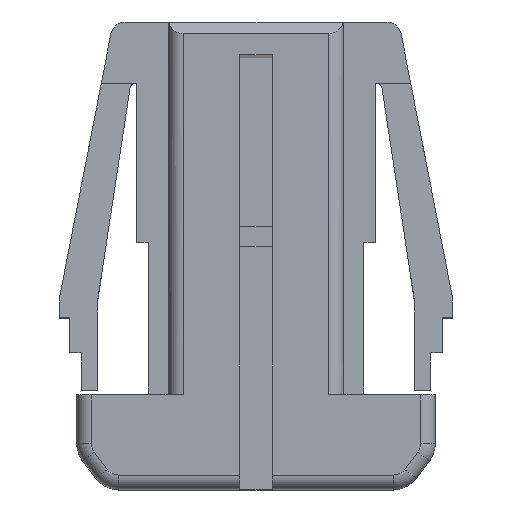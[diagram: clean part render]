
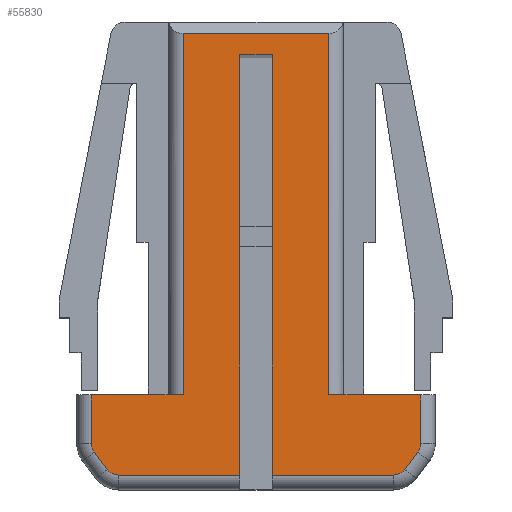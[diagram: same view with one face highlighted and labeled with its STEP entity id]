
A CAD part, top view. The second image highlights one B-rep face of the part: STEP entity #55830.
In plain terms, the highlighted planar face has unit normal (0, 0, 1).
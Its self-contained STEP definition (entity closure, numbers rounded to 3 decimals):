
#8940=CARTESIAN_POINT('',(-140.158,-48.849,
58.92));
#8950=VERTEX_POINT('',#8940);
#9520=CARTESIAN_POINT('',(-140.158,-34.424,
58.92));
#9530=VERTEX_POINT('',#9520);
#9560=CARTESIAN_POINT('',(-140.158,-40.131,
58.92));
#9570=DIRECTION('',(0.,-1.,0.));
#9580=VECTOR('',#9570,1.);
#9590=LINE('',#9560,#9580);
#9600=EDGE_CURVE('',#9530,#8950,#9590,.T.);
#13490=CARTESIAN_POINT('',(-143.208,-46.099,
58.92));
#13500=VERTEX_POINT('',#13490);
#13530=CARTESIAN_POINT('',(-139.058,-46.099,
58.92));
#13540=DIRECTION('',(-1.,0.,0.));
#13550=VECTOR('',#13540,1.);
#13560=LINE('',#13530,#13550);
#13570=CARTESIAN_POINT('',(-146.358,-46.099,
58.92));
#13580=VERTEX_POINT('',#13570);
#13590=EDGE_CURVE('',#13500,#13580,#13560,.T.);
#15690=CARTESIAN_POINT('',(-146.358,-47.762,
58.92));
#15700=VERTEX_POINT('',#15690);
#15800=CARTESIAN_POINT('',(-146.358,-40.131,
58.92));
#15810=DIRECTION('',(0.,-1.,0.));
#15820=VECTOR('',#15810,1.);
#15830=LINE('',#15800,#15820);
#15840=EDGE_CURVE('',#13580,#15700,#15830,.T.);
#17350=CARTESIAN_POINT('',(-136.004,-48.849,
58.92));
#17360=VERTEX_POINT('',#17350);
#17390=CARTESIAN_POINT('',(-136.004,-48.349,
58.92));
#17400=DIRECTION('',(0.,0.,1.));
#17410=DIRECTION('',(0.,-1.,0.));
#17420=AXIS2_PLACEMENT_3D('',#17390,#17400,#17410);
#17430=CIRCLE('',#17420,0.5);
#17440=CARTESIAN_POINT('',(-135.606,-48.651,
58.92));
#17450=VERTEX_POINT('',#17440);
#17460=EDGE_CURVE('',#17360,#17450,#17430,.T.);
#31330=CARTESIAN_POINT('',(-139.058,-48.849,
58.92));
#31340=DIRECTION('',(1.,0.,0.));
#31350=VECTOR('',#31340,1.);
#31360=LINE('',#31330,#31350);
#31370=EDGE_CURVE('',#8950,#17360,#31360,.T.);
#33750=CARTESIAN_POINT('',(-138.208,-33.699,
58.92));
#33760=VERTEX_POINT('',#33750);
#33790=CARTESIAN_POINT('',(-140.708,-33.699,
58.92));
#33800=DIRECTION('',(-1.,0.,0.));
#33810=VECTOR('',#33800,1.);
#33820=LINE('',#33790,#33810);
#33830=CARTESIAN_POINT('',(-143.208,-33.699,
58.92));
#33840=VERTEX_POINT('',#33830);
#33850=EDGE_CURVE('',#33760,#33840,#33820,.T.);
#35300=CARTESIAN_POINT('',(-141.258,-34.424,
58.92));
#35310=VERTEX_POINT('',#35300);
#35340=CARTESIAN_POINT('',(-137.958,-34.424,
58.92));
#35350=DIRECTION('',(-1.,0.,0.));
#35360=VECTOR('',#35350,1.);
#35370=LINE('',#35340,#35360);
#35380=EDGE_CURVE('',#9530,#35310,#35370,.T.);
#46190=CARTESIAN_POINT('',(-141.258,-48.849,
58.92));
#46200=VERTEX_POINT('',#46190);
#46290=CARTESIAN_POINT('',(-145.412,-48.849,
58.92));
#46300=VERTEX_POINT('',#46290);
#46330=CARTESIAN_POINT('',(-139.058,-48.849,
58.92));
#46340=DIRECTION('',(1.,0.,0.));
#46350=VECTOR('',#46340,1.);
#46360=LINE('',#46330,#46350);
#46370=EDGE_CURVE('',#46300,#46200,#46360,.T.);
#47000=CARTESIAN_POINT('',(-145.81,-48.651,
58.92));
#47010=VERTEX_POINT('',#47000);
#47040=CARTESIAN_POINT('',(-145.412,-48.349,
58.92));
#47050=DIRECTION('',(0.,0.,1.));
#47060=DIRECTION('',(0.,-1.,0.));
#47070=AXIS2_PLACEMENT_3D('',#47040,#47050,#47060);
#47080=CIRCLE('',#47070,0.5);
#47090=EDGE_CURVE('',#47010,#46300,#47080,.T.);
#50250=CARTESIAN_POINT('',(-135.16,-48.064,
58.92));
#50260=VERTEX_POINT('',#50250);
#50310=CARTESIAN_POINT('',(-129.13,-40.131,
58.92));
#50320=DIRECTION('',(0.605,0.796,-0.));
#50330=VECTOR('',#50320,1.);
#50340=LINE('',#50310,#50330);
#50350=EDGE_CURVE('',#17450,#50260,#50340,.T.);
#53810=CARTESIAN_POINT('',(-135.558,-47.762,
58.92));
#53820=DIRECTION('',(0.,0.,1.));
#53830=DIRECTION('',(0.,-1.,0.));
#53840=AXIS2_PLACEMENT_3D('',#53810,#53820,#53830);
#53850=CIRCLE('',#53840,0.5);
#53860=CARTESIAN_POINT('',(-135.058,-47.762,
58.92));
#53870=VERTEX_POINT('',#53860);
#53880=EDGE_CURVE('',#50260,#53870,#53850,.T.);
#54070=CARTESIAN_POINT('',(-135.058,-40.131,
58.92));
#54080=DIRECTION('',(0.,-1.,0.));
#54090=VECTOR('',#54080,1.);
#54100=LINE('',#54070,#54090);
#54110=CARTESIAN_POINT('',(-135.058,-46.099,
58.92));
#54120=VERTEX_POINT('',#54110);
#54130=EDGE_CURVE('',#54120,#53870,#54100,.T.);
#54360=CARTESIAN_POINT('',(-138.208,-46.099,
58.92));
#54370=VERTEX_POINT('',#54360);
#54400=CARTESIAN_POINT('',(-138.208,-40.131,
58.92));
#54410=DIRECTION('',(0.,-1.,0.));
#54420=VECTOR('',#54410,1.);
#54430=LINE('',#54400,#54420);
#54440=EDGE_CURVE('',#33760,#54370,#54430,.T.);
#55240=CARTESIAN_POINT('',(-143.208,-40.131,
58.92));
#55250=DIRECTION('',(0.,1.,0.));
#55260=VECTOR('',#55250,1.);
#55270=LINE('',#55240,#55260);
#55280=EDGE_CURVE('',#13500,#33840,#55270,.T.);
#55350=CARTESIAN_POINT('',(-139.383,-41.636,
58.92));
#55360=DIRECTION('',(-0.,0.,1.));
#55370=DIRECTION('',(1.,0.,0.));
#55380=AXIS2_PLACEMENT_3D('',#55350,#55360,#55370);
#55390=PLANE('',#55380);
#55400=ORIENTED_EDGE('',*,*,#9600,.T.);
#55410=ORIENTED_EDGE('',*,*,#35380,.F.);
#55420=CARTESIAN_POINT('',(-141.258,-40.131,
58.92));
#55430=DIRECTION('',(0.,1.,0.));
#55440=VECTOR('',#55430,1.);
#55450=LINE('',#55420,#55440);
#55460=EDGE_CURVE('',#46200,#35310,#55450,.T.);
#55470=ORIENTED_EDGE('',*,*,#55460,.T.);
#55480=ORIENTED_EDGE('',*,*,#46370,.T.);
#55490=ORIENTED_EDGE('',*,*,#47090,.T.);
#55500=CARTESIAN_POINT('',(-152.285,-40.131,
58.92));
#55510=DIRECTION('',(0.605,-0.796,0.));
#55520=VECTOR('',#55510,1.);
#55530=LINE('',#55500,#55520);
#55540=CARTESIAN_POINT('',(-146.256,-48.064,
58.92));
#55550=VERTEX_POINT('',#55540);
#55560=EDGE_CURVE('',#55550,#47010,#55530,.T.);
#55570=ORIENTED_EDGE('',*,*,#55560,.T.);
#55580=CARTESIAN_POINT('',(-145.858,-47.762,
58.92));
#55590=DIRECTION('',(0.,0.,-1.));
#55600=DIRECTION('',(0.,1.,0.));
#55610=AXIS2_PLACEMENT_3D('',#55580,#55590,#55600);
#55620=CIRCLE('',#55610,0.5);
#55630=EDGE_CURVE('',#55550,#15700,#55620,.T.);
#55640=ORIENTED_EDGE('',*,*,#55630,.F.);
#55650=ORIENTED_EDGE('',*,*,#15840,.T.);
#55660=ORIENTED_EDGE('',*,*,#13590,.T.);
#55670=ORIENTED_EDGE('',*,*,#55280,.F.);
#55680=ORIENTED_EDGE('',*,*,#33850,.T.);
#55690=ORIENTED_EDGE('',*,*,#54440,.F.);
#55700=CARTESIAN_POINT('',(-142.358,-46.099,
58.92));
#55710=DIRECTION('',(-1.,0.,0.));
#55720=VECTOR('',#55710,1.);
#55730=LINE('',#55700,#55720);
#55740=EDGE_CURVE('',#54120,#54370,#55730,.T.);
#55750=ORIENTED_EDGE('',*,*,#55740,.T.);
#55760=ORIENTED_EDGE('',*,*,#54130,.F.);
#55770=ORIENTED_EDGE('',*,*,#53880,.T.);
#55780=ORIENTED_EDGE('',*,*,#50350,.T.);
#55790=ORIENTED_EDGE('',*,*,#17460,.T.);
#55800=ORIENTED_EDGE('',*,*,#31370,.T.);
#55810=EDGE_LOOP('',(#55800,#55790,#55780,#55770,#55760,#55750,#55690,
#55680,#55670,#55660,#55650,#55640,#55570,#55490,#55480,#55470,#55410,
#55400));
#55820=FACE_OUTER_BOUND('',#55810,.T.);
#55830=ADVANCED_FACE('',(#55820),#55390,.T.);
